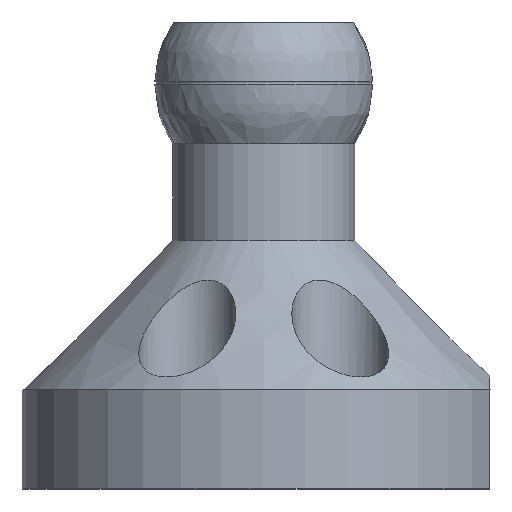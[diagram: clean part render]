
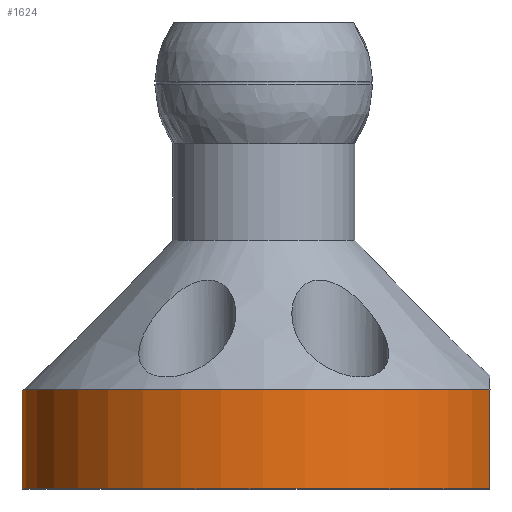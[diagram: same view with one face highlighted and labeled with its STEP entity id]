
A CAD part, top view. The second image highlights one B-rep face of the part: STEP entity #1624.
In plain terms, the highlighted cylindrical face has radius 31.559 mm (diameter 63.119 mm), a partial arc.
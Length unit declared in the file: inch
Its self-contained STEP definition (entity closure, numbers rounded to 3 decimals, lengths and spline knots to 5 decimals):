
#19 = CARTESIAN_POINT ( 'NONE',  ( 1.165, 0.255, 0.42471 ) ) ;
#39 = CARTESIAN_POINT ( 'NONE',  ( -0.00266, -0.255, 0. ) ) ;
#58 = CARTESIAN_POINT ( 'NONE',  ( 1.165, 0.255, -0.42471 ) ) ;
#148 = AXIS2_PLACEMENT_3D ( 'NONE', #1814, #414, #1037 ) ;
#167 = VERTEX_POINT ( 'NONE', #19 ) ;
#207 = CARTESIAN_POINT ( 'NONE',  ( 1.165, -0.255, 0.42471 ) ) ;
#242 = VECTOR ( 'NONE', #887, 39.37008 ) ;
#249 = CARTESIAN_POINT ( 'NONE',  ( 1.165, -0.255, 0.42471 ) ) ;
#322 = EDGE_CURVE ( 'NONE', #1670, #2015, #1225, .T. ) ;
#414 = DIRECTION ( 'NONE',  ( 0., -1., 0. ) ) ;
#415 = CARTESIAN_POINT ( 'NONE',  ( -0.00266, -0.255, 0. ) ) ;
#420 = EDGE_LOOP ( 'NONE', ( #620, #1486, #1517, #1300 ) ) ;
#425 = FACE_OUTER_BOUND ( 'NONE', #420, .T. ) ;
#589 = CARTESIAN_POINT ( 'NONE',  ( 1.165, -0.255, -0.42471 ) ) ;
#608 = AXIS2_PLACEMENT_3D ( 'NONE', #415, #712, #1337 ) ;
#613 = VECTOR ( 'NONE', #1645, 39.37008 ) ;
#620 = ORIENTED_EDGE ( 'NONE', *, *, #322, .T. ) ;
#674 = DIRECTION ( 'NONE',  ( 0., 0., 1. ) ) ;
#676 = LINE ( 'NONE', #1809, #613 ) ;
#677 = EDGE_CURVE ( 'NONE', #1978, #1670, #676, .T. ) ;
#712 = DIRECTION ( 'NONE',  ( 0., 1., 0. ) ) ;
#887 = DIRECTION ( 'NONE',  ( 0., 1., 0. ) ) ;
#897 = EDGE_CURVE ( 'NONE', #2015, #167, #1174, .T. ) ;
#944 = DIRECTION ( 'NONE',  ( 0., 1., 0. ) ) ;
#1037 = DIRECTION ( 'NONE',  ( 0., 0., 1. ) ) ;
#1174 = LINE ( 'NONE', #249, #242 ) ;
#1220 = EDGE_CURVE ( 'NONE', #167, #1978, #1651, .T. ) ;
#1225 = CIRCLE ( 'NONE', #1681, 1.2425 ) ;
#1300 = ORIENTED_EDGE ( 'NONE', *, *, #677, .T. ) ;
#1337 = DIRECTION ( 'NONE',  ( 0., 0., 1. ) ) ;
#1486 = ORIENTED_EDGE ( 'NONE', *, *, #897, .T. ) ;
#1517 = ORIENTED_EDGE ( 'NONE', *, *, #1220, .T. ) ;
#1624 = ADVANCED_FACE ( 'NONE', ( #425 ), #1665, .T. ) ;
#1645 = DIRECTION ( 'NONE',  ( 0., -1., 0. ) ) ;
#1651 = CIRCLE ( 'NONE', #148, 1.2425 ) ;
#1665 = CYLINDRICAL_SURFACE ( 'NONE', #608, 1.2425 ) ;
#1670 = VERTEX_POINT ( 'NONE', #589 ) ;
#1681 = AXIS2_PLACEMENT_3D ( 'NONE', #39, #944, #674 ) ;
#1809 = CARTESIAN_POINT ( 'NONE',  ( 1.165, -0.255, -0.42471 ) ) ;
#1814 = CARTESIAN_POINT ( 'NONE',  ( -0.00266, 0.255, 0. ) ) ;
#1978 = VERTEX_POINT ( 'NONE', #58 ) ;
#2015 = VERTEX_POINT ( 'NONE', #207 ) ;
